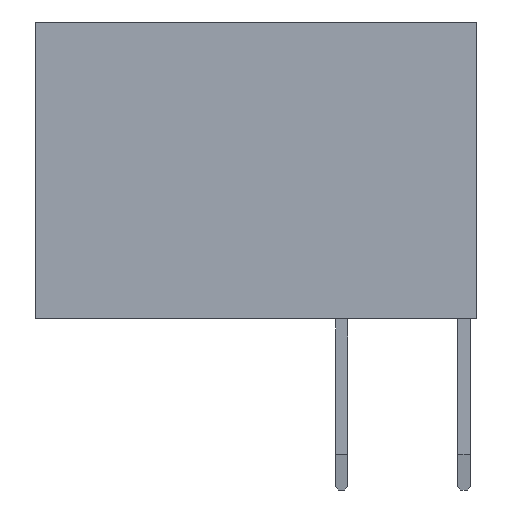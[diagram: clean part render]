
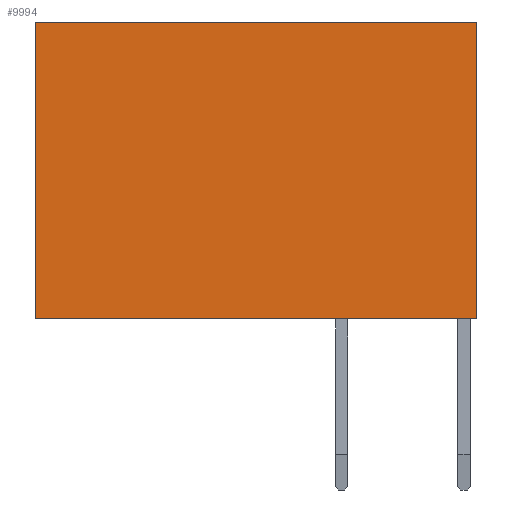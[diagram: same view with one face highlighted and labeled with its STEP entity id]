
A CAD part, left-side view. The second image highlights one B-rep face of the part: STEP entity #9994.
In plain terms, the highlighted planar face has unit normal (-1, 0, 0).
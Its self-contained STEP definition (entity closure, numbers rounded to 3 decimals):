
#5748=VERTEX_POINT('',#12853);
#5760=VERTEX_POINT('',#12867);
#6328=EDGE_CURVE('',#8048,#5748,#13477,.T.);
#7238=EDGE_CURVE('',#8048,#7812,#14453,.T.);
#7812=VERTEX_POINT('',#15086);
#7898=EDGE_CURVE('',#5760,#5748,#15176,.T.);
#8048=VERTEX_POINT('',#15338);
#9386=EDGE_CURVE('',#7812,#5760,#16794,.T.);
#9994=ADVANCED_FACE('',(#17463),#17464,.T.);
#12853=CARTESIAN_POINT('',(-7.25,7.2,-2.55));
#12867=CARTESIAN_POINT('',(-7.25,7.2,2.3));
#13477=LINE('',#22413,#22414);
#14453=LINE('',#23828,#23829);
#15086=CARTESIAN_POINT('',(-7.25,0.,2.3));
#15176=LINE('',#24861,#24862);
#15338=CARTESIAN_POINT('',(-7.25,0.,-2.55));
#16794=LINE('',#27209,#27210);
#17463=FACE_OUTER_BOUND('',#28158,.T.);
#17464=PLANE('',#28159);
#22413=CARTESIAN_POINT('',(-7.25,0.,-2.55));
#22414=VECTOR('',#31774,1.0);
#23828=CARTESIAN_POINT('',(-7.25,0.,-2.55));
#23829=VECTOR('',#32655,1.0);
#24861=CARTESIAN_POINT('',(-7.25,7.2,-2.55));
#24862=VECTOR('',#33436,1.0);
#27209=CARTESIAN_POINT('',(-7.25,0.,2.3));
#27210=VECTOR('',#35150,1.0);
#28158=EDGE_LOOP('',(#35888,#35889,#35890,#35891));
#28159=AXIS2_PLACEMENT_3D('',#35892,#35893,#35894);
#31774=DIRECTION('',(0.,1.0,0.));
#32655=DIRECTION('',(0.,0.,1.0));
#33436=DIRECTION('',(0.,0.,-1.0));
#35150=DIRECTION('',(0.,1.0,0.));
#35888=ORIENTED_EDGE('',*,*,#7898,.T.);
#35889=ORIENTED_EDGE('',*,*,#6328,.F.);
#35890=ORIENTED_EDGE('',*,*,#7238,.T.);
#35891=ORIENTED_EDGE('',*,*,#9386,.T.);
#35892=CARTESIAN_POINT('',(-7.25,0.,2.3));
#35893=DIRECTION('',(-1.0,0.0,0.));
#35894=DIRECTION('',(0.,0.,1.0));
